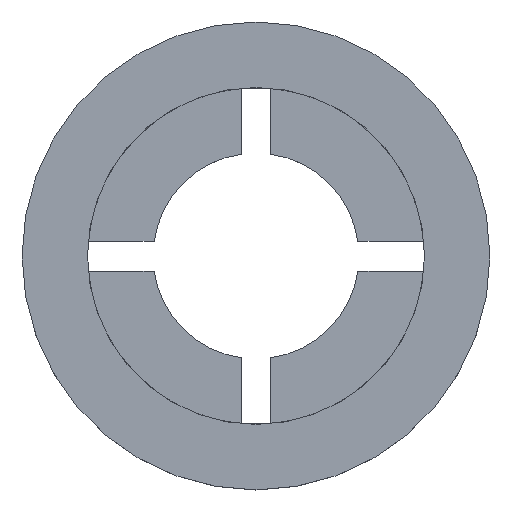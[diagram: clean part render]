
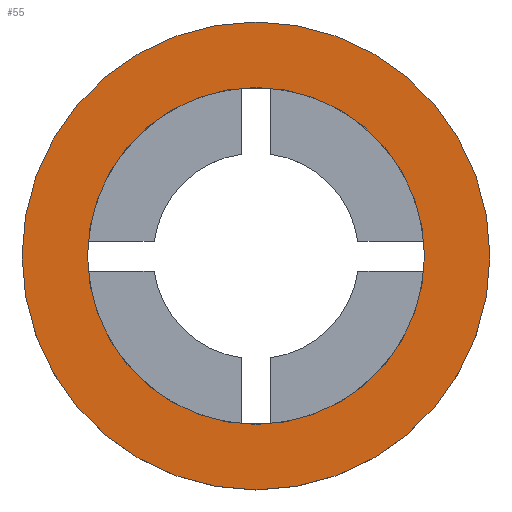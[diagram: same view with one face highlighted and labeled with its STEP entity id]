
A CAD part, top view. The second image highlights one B-rep face of the part: STEP entity #55.
In plain terms, the highlighted planar face has unit normal (0, 0, 1).
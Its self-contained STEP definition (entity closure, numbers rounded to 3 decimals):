
#55=ADVANCED_FACE('',(#122,#123),#124,.T.);
#122=FACE_OUTER_BOUND('',#198,.T.);
#123=FACE_BOUND('',#199,.T.);
#124=PLANE('',#200);
#198=EDGE_LOOP('',(#311,#312));
#199=EDGE_LOOP('',(#313,#314));
#200=AXIS2_PLACEMENT_3D('',#315,#316,#317);
#311=ORIENTED_EDGE('',*,*,#480,.T.);
#312=ORIENTED_EDGE('',*,*,#499,.T.);
#313=ORIENTED_EDGE('',*,*,#501,.T.);
#314=ORIENTED_EDGE('',*,*,#465,.T.);
#315=CARTESIAN_POINT('',(0.0,0.0,1.5));
#316=DIRECTION('',(0.0,0.0,1.0));
#317=DIRECTION('',(1.0,-0.0,0.0));
#465=EDGE_CURVE('',#550,#547,#551,.T.);
#480=EDGE_CURVE('',#573,#577,#579,.T.);
#499=EDGE_CURVE('',#577,#573,#610,.T.);
#501=EDGE_CURVE('',#547,#550,#612,.T.);
#547=VERTEX_POINT('',#670);
#550=VERTEX_POINT('',#674);
#551=CIRCLE('',#675,4.5);
#573=VERTEX_POINT('',#702);
#577=VERTEX_POINT('',#707);
#579=CIRCLE('',#710,6.25);
#610=CIRCLE('',#749,6.25);
#612=CIRCLE('',#751,4.5);
#670=CARTESIAN_POINT('',(4.5,0.0,1.5));
#674=CARTESIAN_POINT('',(-4.5,0.,1.5));
#675=AXIS2_PLACEMENT_3D('',#829,#830,#831);
#702=CARTESIAN_POINT('',(6.25,0.0,1.5));
#707=CARTESIAN_POINT('',(-6.25,0.,1.5));
#710=AXIS2_PLACEMENT_3D('',#857,#858,#859);
#749=AXIS2_PLACEMENT_3D('',#892,#893,#894);
#751=AXIS2_PLACEMENT_3D('',#895,#896,#897);
#829=CARTESIAN_POINT('',(0.0,0.0,1.5));
#830=DIRECTION('',(0.0,0.0,-1.0));
#831=DIRECTION('',(1.0,0.0,0.0));
#857=CARTESIAN_POINT('',(0.0,0.0,1.5));
#858=DIRECTION('',(0.0,0.0,1.0));
#859=DIRECTION('',(1.0,0.0,0.0));
#892=CARTESIAN_POINT('',(0.0,0.0,1.5));
#893=DIRECTION('',(0.0,0.0,1.0));
#894=DIRECTION('',(1.0,0.0,0.0));
#895=CARTESIAN_POINT('',(0.0,0.0,1.5));
#896=DIRECTION('',(0.0,0.0,-1.0));
#897=DIRECTION('',(1.0,0.0,0.0));
